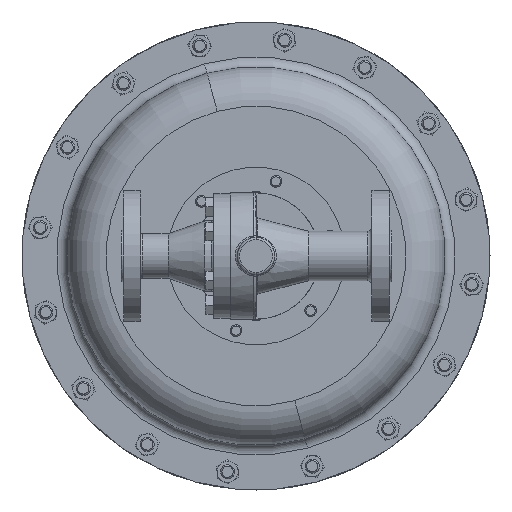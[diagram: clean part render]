
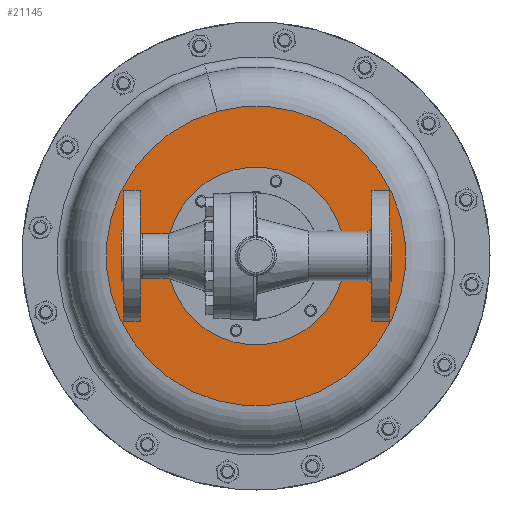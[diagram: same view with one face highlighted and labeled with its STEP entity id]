
A CAD part, front view. The second image highlights one B-rep face of the part: STEP entity #21145.
In plain terms, the highlighted planar face has unit normal (0, -1, 0).
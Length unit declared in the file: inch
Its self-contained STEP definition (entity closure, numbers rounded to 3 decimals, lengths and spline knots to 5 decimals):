
#730 = PLANE ( 'NONE',  #16711 ) ;
#1016 = CARTESIAN_POINT ( 'NONE',  ( -0.96257, 9.64706, 1.47892 ) ) ;
#1027 = DIRECTION ( 'NONE',  ( 0.259, 0., -0.966 ) ) ;
#1491 = EDGE_CURVE ( 'NONE', #13043, #24726, #18518, .T. ) ;
#3669 = CARTESIAN_POINT ( 'NONE',  ( 0.71681, 9.64706, 3.15829 ) ) ;
#4637 = EDGE_CURVE ( 'NONE', #24726, #13043, #5459, .T. ) ;
#4768 = CARTESIAN_POINT ( 'NONE',  ( 1.75208, 9.64706, -0.70541 ) ) ;
#4896 = EDGE_CURVE ( 'NONE', #24317, #18500, #10905, .T. ) ;
#5213 = DIRECTION ( 'NONE',  ( -0.259, 0., 0.966 ) ) ;
#5459 = CIRCLE ( 'NONE', #25110, 2.375 ) ;
#5887 = DIRECTION ( 'NONE',  ( -0.707, 0., -0.707 ) ) ;
#6015 = FACE_BOUND ( 'NONE', #26800, .T. ) ;
#6353 = ORIENTED_EDGE ( 'NONE', *, *, #4637, .T. ) ;
#6546 = CARTESIAN_POINT ( 'NONE',  ( 2.39619, 9.64706, 4.83767 ) ) ;
#8426 = CIRCLE ( 'NONE', #28276, 4. ) ;
#9802 = CARTESIAN_POINT ( 'NONE',  ( 0.71681, 9.64706, 3.15829 ) ) ;
#10003 = CARTESIAN_POINT ( 'NONE',  ( -0.31847, 9.64706, 7.022 ) ) ;
#10649 = ORIENTED_EDGE ( 'NONE', *, *, #4896, .F. ) ;
#10905 = CIRCLE ( 'NONE', #24568, 4. ) ;
#11368 = DIRECTION ( 'NONE',  ( 0., 1., 0. ) ) ;
#12005 = DIRECTION ( 'NONE',  ( -0.707, 0., -0.707 ) ) ;
#13043 = VERTEX_POINT ( 'NONE', #1016 ) ;
#14148 = DIRECTION ( 'NONE',  ( 0., 1., 0. ) ) ;
#16711 = AXIS2_PLACEMENT_3D ( 'NONE', #20391, #18266, #5213 ) ;
#17631 = FACE_OUTER_BOUND ( 'NONE', #20311, .T. ) ;
#18266 = DIRECTION ( 'NONE',  ( 0., -1., 0. ) ) ;
#18500 = VERTEX_POINT ( 'NONE', #10003 ) ;
#18518 = CIRCLE ( 'NONE', #27614, 2.375 ) ;
#18952 = DIRECTION ( 'NONE',  ( 0., 1., 0. ) ) ;
#20311 = EDGE_LOOP ( 'NONE', ( #10649, #24114 ) ) ;
#20391 = CARTESIAN_POINT ( 'NONE',  ( -3.14689, 9.64706, 2.12302 ) ) ;
#21145 = ADVANCED_FACE ( 'NONE', ( #17631, #6015 ), #730, .T. ) ;
#24114 = ORIENTED_EDGE ( 'NONE', *, *, #26941, .F. ) ;
#24317 = VERTEX_POINT ( 'NONE', #4768 ) ;
#24438 = CARTESIAN_POINT ( 'NONE',  ( 0.71681, 9.64706, 3.15829 ) ) ;
#24568 = AXIS2_PLACEMENT_3D ( 'NONE', #27261, #14148, #1027 ) ;
#24726 = VERTEX_POINT ( 'NONE', #6546 ) ;
#25088 = DIRECTION ( 'NONE',  ( 0., 1., 0. ) ) ;
#25110 = AXIS2_PLACEMENT_3D ( 'NONE', #3669, #18952, #5887 ) ;
#26633 = DIRECTION ( 'NONE',  ( 0.259, 0., -0.966 ) ) ;
#26800 = EDGE_LOOP ( 'NONE', ( #6353, #27960 ) ) ;
#26941 = EDGE_CURVE ( 'NONE', #18500, #24317, #8426, .T. ) ;
#27261 = CARTESIAN_POINT ( 'NONE',  ( 0.71681, 9.64706, 3.15829 ) ) ;
#27614 = AXIS2_PLACEMENT_3D ( 'NONE', #9802, #25088, #12005 ) ;
#27960 = ORIENTED_EDGE ( 'NONE', *, *, #1491, .T. ) ;
#28276 = AXIS2_PLACEMENT_3D ( 'NONE', #24438, #11368, #26633 ) ;
